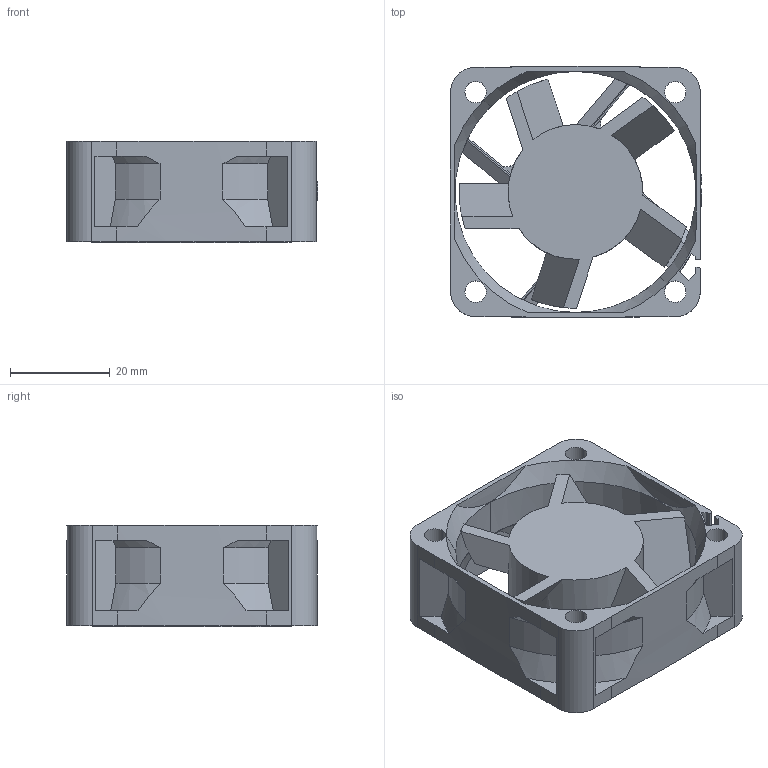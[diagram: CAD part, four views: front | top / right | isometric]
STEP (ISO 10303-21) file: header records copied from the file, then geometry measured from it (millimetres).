
FILE_DESCRIPTION((''),'2;1');
FILE_NAME('ASM0001_ASM','2016-12-12T',('durant.qian'),(''),'PRO/ENGINEER BY PARAMETRIC TECHNOLOGY CORPORATION, 2012480','PRO/ENGINEER BY PARAMETRIC TECHNOLOGY CORPORATION, 2012480','');
FILE_SCHEMA(('CONFIG_CONTROL_DESIGN'));
Length unit declared in the file: millimetre
Products named in the file (3): 410021320005; IM; ASM0001_ASM
Assembly tree (2 placements, depth 2):
  ASM0001_ASM
    410021320005
    IM
Bounding box: 50.48 x 50.27 x 20.25 mm (x, y, z)
Volume: 19021.7 mm3; surface area: 15397.5 mm2
Topology: 2 solids, 2 shells, 243 faces, 691 edges, 447 vertices
Faces by surface type: plane 111, cylinder 74, cone 30, bspline 16, torus 12
Entity records: 9379 total; most frequent: CARTESIAN_POINT 3121, ORIENTED_EDGE 1382, DIRECTION 1228, EDGE_CURVE 691, AXIS2_PLACEMENT_3D 467, VERTEX_POINT 447, VECTOR 294, LINE 294
